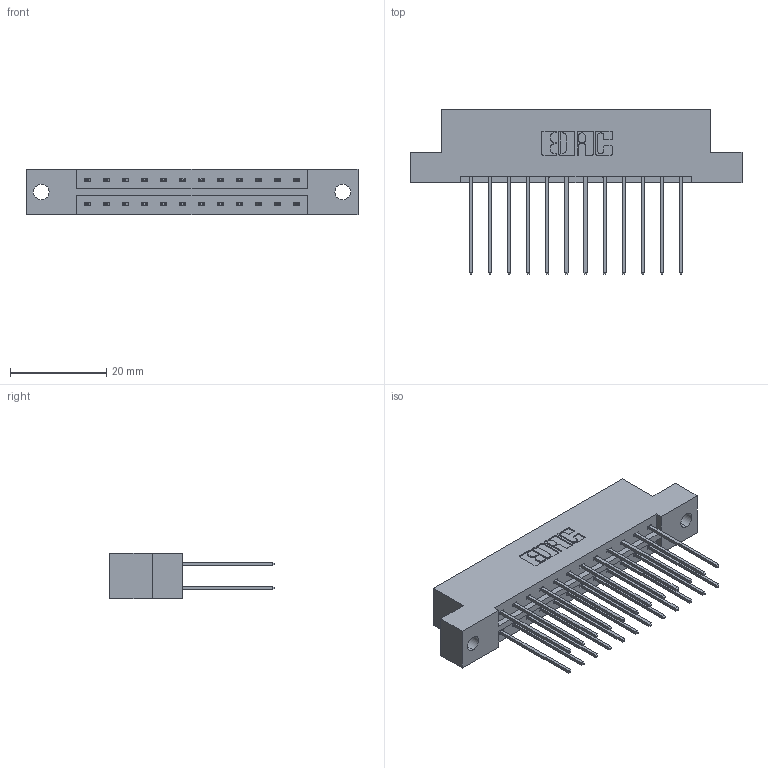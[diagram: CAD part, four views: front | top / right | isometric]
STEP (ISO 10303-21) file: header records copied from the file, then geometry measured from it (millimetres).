
FILE_DESCRIPTION (( 'STEP AP203' ), '1' );
FILE_NAME ('333-024-541-202.STEP', '2018-08-02T11:16:17', ( '' ), ( '' ), 'SwSTEP 2.0', 'SolidWorks 2016', '' );
FILE_SCHEMA (( 'CONFIG_CONTROL_DESIGN' ));
Length unit declared in the file: inch
Products named in the file (3): 333 Part_Flush - .128 Dia; 345-292-001_345-293-141; 333-024-541-202
Assembly tree (25 placements, depth 2):
  333-024-541-202
    333 Part_Flush - .128 Dia
    345-292-001_345-293-141  x24
Bounding box: 69.09 x 34.3 x 9.4 mm (x, y, z)
Volume: 6873.9 mm3; surface area: 8216.6 mm2
Topology: 25 solids, 25 shells, 1362 faces, 4031 edges, 2654 vertices
Faces by surface type: plane 934, cylinder 428
Entity records: 11621 total; most frequent: CARTESIAN_POINT 1962, ORIENTED_EDGE 1898, DIRECTION 1729, EDGE_CURVE 949, VECTOR 821, LINE 821, VERTEX_POINT 630, AXIS2_PLACEMENT_3D 454
